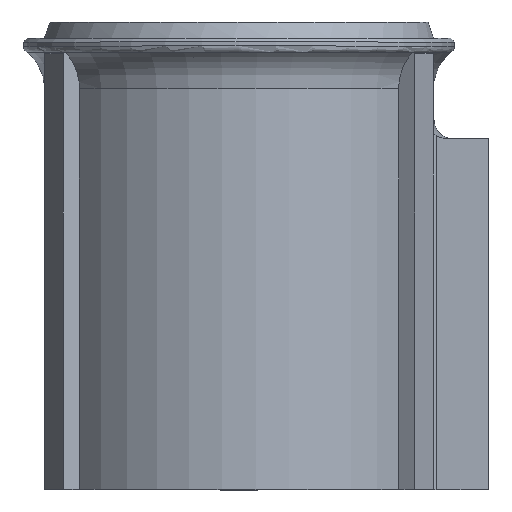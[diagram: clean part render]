
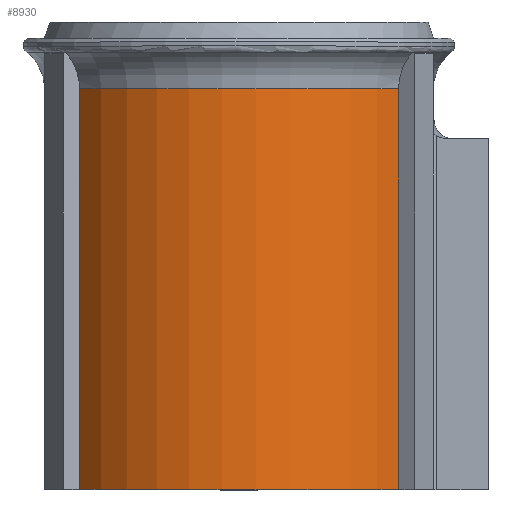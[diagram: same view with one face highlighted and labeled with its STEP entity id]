
A CAD part, top view. The second image highlights one B-rep face of the part: STEP entity #8930.
In plain terms, the highlighted cylindrical face has radius 50 mm (diameter 100 mm), a partial arc.
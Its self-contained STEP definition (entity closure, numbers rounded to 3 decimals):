
#1609=FACE_OUTER_BOUND('',#2128,.T.);
#2128=EDGE_LOOP('',(#8392,#8393,#8394,#8395));
#2215=LINE('',#12018,#2824);
#2744=LINE('',#18423,#3353);
#2824=VECTOR('',#9585,10.);
#3353=VECTOR('',#10454,10.);
#3422=CIRCLE('',#9064,50.);
#3435=CIRCLE('',#9239,50.);
#3679=VERTEX_POINT('',#12002);
#3681=VERTEX_POINT('',#12005);
#3685=VERTEX_POINT('',#12016);
#4389=VERTEX_POINT('',#18422);
#4674=EDGE_CURVE('',#3679,#3681,#3422,.T.);
#4681=EDGE_CURVE('',#3679,#3685,#2215,.T.);
#5733=EDGE_CURVE('',#4389,#3681,#2744,.T.);
#5735=EDGE_CURVE('',#3685,#4389,#3435,.T.);
#8392=ORIENTED_EDGE('',*,*,#4674,.F.);
#8393=ORIENTED_EDGE('',*,*,#4681,.T.);
#8394=ORIENTED_EDGE('',*,*,#5735,.T.);
#8395=ORIENTED_EDGE('',*,*,#5733,.T.);
#8478=CYLINDRICAL_SURFACE('',#9238,50.);
#8930=ADVANCED_FACE('',(#1609),#8478,.T.);
#9064=AXIS2_PLACEMENT_3D('',#12006,#9573,#9574);
#9238=AXIS2_PLACEMENT_3D('',#18425,#10456,#10457);
#9239=AXIS2_PLACEMENT_3D('',#18426,#10458,#10459);
#9573=DIRECTION('center_axis',(0.,1.,0.));
#9574=DIRECTION('ref_axis',(0.,0.,1.));
#9585=DIRECTION('',(0.,-1.,0.));
#10454=DIRECTION('',(0.,1.,0.));
#10456=DIRECTION('center_axis',(0.,1.,0.));
#10457=DIRECTION('ref_axis',(1.,0.,0.));
#10458=DIRECTION('center_axis',(0.,1.,0.));
#10459=DIRECTION('ref_axis',(1.,0.,0.));
#12002=CARTESIAN_POINT('',(-40.958,102.787,28.679));
#12005=CARTESIAN_POINT('',(40.958,102.787,28.679));
#12006=CARTESIAN_POINT('Origin',(0.,102.787,0.));
#12016=CARTESIAN_POINT('',(-40.958,0.,28.679));
#12018=CARTESIAN_POINT('',(-40.958,0.,28.679));
#18422=CARTESIAN_POINT('',(40.958,0.,28.679));
#18423=CARTESIAN_POINT('',(40.958,0.,28.679));
#18425=CARTESIAN_POINT('Origin',(0.,0.,0.));
#18426=CARTESIAN_POINT('Origin',(0.,0.,0.));
